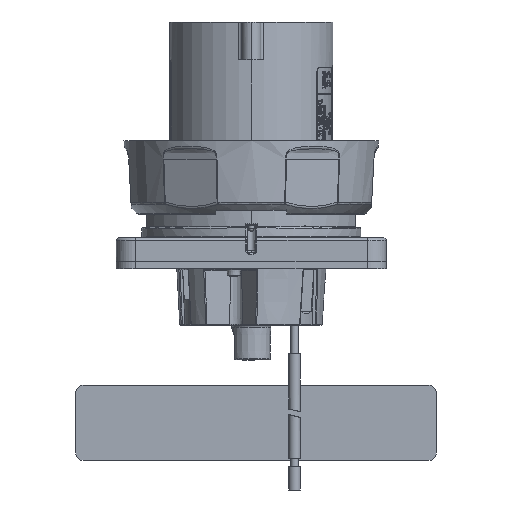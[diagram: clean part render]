
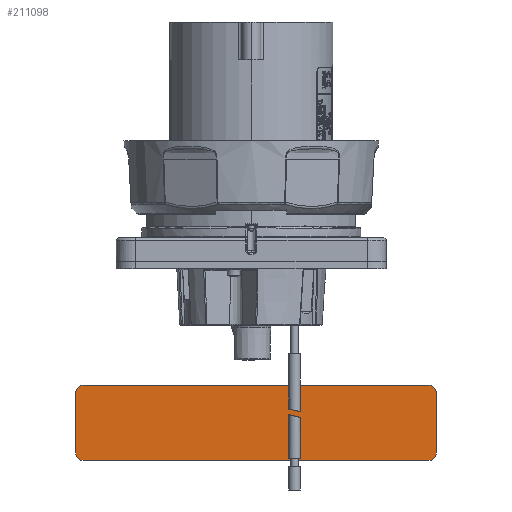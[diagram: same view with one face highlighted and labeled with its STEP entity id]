
A CAD part, front view. The second image highlights one B-rep face of the part: STEP entity #211098.
In plain terms, the highlighted planar face has unit normal (0, -1, 0).
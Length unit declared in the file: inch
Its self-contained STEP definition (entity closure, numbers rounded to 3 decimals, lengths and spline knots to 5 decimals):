
#6071 = CARTESIAN_POINT ( 'NONE',  ( -2.92207, 0.094, -2.05465 ) ) ;
#6662 = DIRECTION ( 'NONE',  ( 0., -1., 0. ) ) ;
#10070 = EDGE_CURVE ( 'NONE', #156326, #231143, #154155, .T. ) ;
#10213 = EDGE_LOOP ( 'NONE', ( #186842, #23863, #240727, #57959, #32605, #59302, #212809, #146827 ) ) ;
#11555 = AXIS2_PLACEMENT_3D ( 'NONE', #204821, #224310, #111921 ) ;
#16078 = DIRECTION ( 'NONE',  ( -1., 0., 0. ) ) ;
#23863 = ORIENTED_EDGE ( 'NONE', *, *, #147864, .T. ) ;
#25317 = AXIS2_PLACEMENT_3D ( 'NONE', #128597, #165245, #16078 ) ;
#27297 = PLANE ( 'NONE',  #231288 ) ;
#30970 = CIRCLE ( 'NONE', #11555, 0.125 ) ;
#32485 = VERTEX_POINT ( 'NONE', #159472 ) ;
#32605 = ORIENTED_EDGE ( 'NONE', *, *, #144210, .F. ) ;
#34238 = AXIS2_PLACEMENT_3D ( 'NONE', #191946, #79407, #173666 ) ;
#34460 = DIRECTION ( 'NONE',  ( -1., 0., 0. ) ) ;
#35593 = DIRECTION ( 'NONE',  ( -1., 0., 0. ) ) ;
#41561 = EDGE_CURVE ( 'NONE', #32485, #231143, #215498, .T. ) ;
#42416 = CIRCLE ( 'NONE', #210389, 0.125 ) ;
#53243 = DIRECTION ( 'NONE',  ( 1., 0., 0. ) ) ;
#57959 = ORIENTED_EDGE ( 'NONE', *, *, #171391, .T. ) ;
#59302 = ORIENTED_EDGE ( 'NONE', *, *, #217424, .T. ) ;
#69846 = DIRECTION ( 'NONE',  ( 0., 0., -1. ) ) ;
#74280 = VERTEX_POINT ( 'NONE', #78938 ) ;
#74623 = CARTESIAN_POINT ( 'NONE',  ( 0.07793, 0.094, -2.67965 ) ) ;
#78938 = CARTESIAN_POINT ( 'NONE',  ( -2.79707, 0.094, -3.30465 ) ) ;
#79407 = DIRECTION ( 'NONE',  ( 0., -1., 0. ) ) ;
#80569 = DIRECTION ( 'NONE',  ( 0., 0., 1. ) ) ;
#81156 = DIRECTION ( 'NONE',  ( -1., 0., 0. ) ) ;
#85800 = FACE_OUTER_BOUND ( 'NONE', #10213, .T. ) ;
#88154 = CARTESIAN_POINT ( 'NONE',  ( -2.92207, 0.094, -3.30465 ) ) ;
#96006 = LINE ( 'NONE', #165828, #120361 ) ;
#104243 = CARTESIAN_POINT ( 'NONE',  ( 3.07793, 0.094, -2.05465 ) ) ;
#111921 = DIRECTION ( 'NONE',  ( -1., 0., 0. ) ) ;
#120361 = VECTOR ( 'NONE', #53243, 39.37008 ) ;
#121413 = VECTOR ( 'NONE', #69846, 39.37008 ) ;
#125413 = VERTEX_POINT ( 'NONE', #216718 ) ;
#128597 = CARTESIAN_POINT ( 'NONE',  ( 2.95293, 0.094, -3.17965 ) ) ;
#134518 = VERTEX_POINT ( 'NONE', #188794 ) ;
#144210 = EDGE_CURVE ( 'NONE', #185947, #125413, #173645, .T. ) ;
#145399 = EDGE_CURVE ( 'NONE', #180372, #134518, #96006, .T. ) ;
#146827 = ORIENTED_EDGE ( 'NONE', *, *, #10070, .T. ) ;
#147864 = EDGE_CURVE ( 'NONE', #32485, #134518, #30970, .T. ) ;
#154155 = CIRCLE ( 'NONE', #25317, 0.125 ) ;
#156326 = VERTEX_POINT ( 'NONE', #192855 ) ;
#159472 = CARTESIAN_POINT ( 'NONE',  ( 3.07793, 0.094, -2.17965 ) ) ;
#162824 = LINE ( 'NONE', #88154, #187476 ) ;
#163072 = CIRCLE ( 'NONE', #34238, 0.125 ) ;
#165245 = DIRECTION ( 'NONE',  ( 0., -1., 0. ) ) ;
#165828 = CARTESIAN_POINT ( 'NONE',  ( -2.92207, 0.094, -2.05465 ) ) ;
#171391 = EDGE_CURVE ( 'NONE', #180372, #125413, #42416, .T. ) ;
#172621 = EDGE_CURVE ( 'NONE', #156326, #74280, #162824, .T. ) ;
#173645 = LINE ( 'NONE', #6071, #209594 ) ;
#173666 = DIRECTION ( 'NONE',  ( -1., 0., 0. ) ) ;
#175186 = CARTESIAN_POINT ( 'NONE',  ( -2.79707, 0.094, -2.05465 ) ) ;
#180372 = VERTEX_POINT ( 'NONE', #175186 ) ;
#185947 = VERTEX_POINT ( 'NONE', #204336 ) ;
#185975 = DIRECTION ( 'NONE',  ( 0., -1., 0. ) ) ;
#186239 = CARTESIAN_POINT ( 'NONE',  ( 3.07793, 0.094, -3.17965 ) ) ;
#186842 = ORIENTED_EDGE ( 'NONE', *, *, #41561, .F. ) ;
#187476 = VECTOR ( 'NONE', #35593, 39.37008 ) ;
#188794 = CARTESIAN_POINT ( 'NONE',  ( 2.95293, 0.094, -2.05465 ) ) ;
#191946 = CARTESIAN_POINT ( 'NONE',  ( -2.79707, 0.094, -3.17965 ) ) ;
#192513 = CARTESIAN_POINT ( 'NONE',  ( -2.79707, 0.094, -2.17965 ) ) ;
#192855 = CARTESIAN_POINT ( 'NONE',  ( 2.95293, 0.094, -3.30465 ) ) ;
#204336 = CARTESIAN_POINT ( 'NONE',  ( -2.92207, 0.094, -3.17965 ) ) ;
#204821 = CARTESIAN_POINT ( 'NONE',  ( 2.95293, 0.094, -2.17965 ) ) ;
#209594 = VECTOR ( 'NONE', #80569, 39.37008 ) ;
#210389 = AXIS2_PLACEMENT_3D ( 'NONE', #192513, #6662, #81156 ) ;
#211098 = ADVANCED_FACE ( 'NONE', ( #85800 ), #27297, .T. ) ;
#212809 = ORIENTED_EDGE ( 'NONE', *, *, #172621, .F. ) ;
#215498 = LINE ( 'NONE', #104243, #121413 ) ;
#216718 = CARTESIAN_POINT ( 'NONE',  ( -2.92207, 0.094, -2.17965 ) ) ;
#217424 = EDGE_CURVE ( 'NONE', #185947, #74280, #163072, .T. ) ;
#224310 = DIRECTION ( 'NONE',  ( 0., -1., 0. ) ) ;
#231143 = VERTEX_POINT ( 'NONE', #186239 ) ;
#231288 = AXIS2_PLACEMENT_3D ( 'NONE', #74623, #185975, #34460 ) ;
#240727 = ORIENTED_EDGE ( 'NONE', *, *, #145399, .F. ) ;
